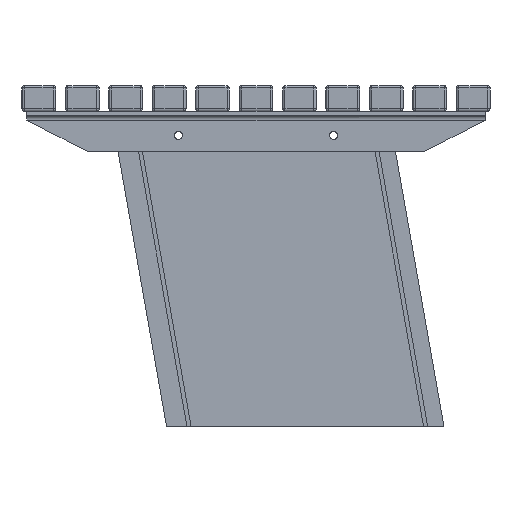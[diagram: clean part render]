
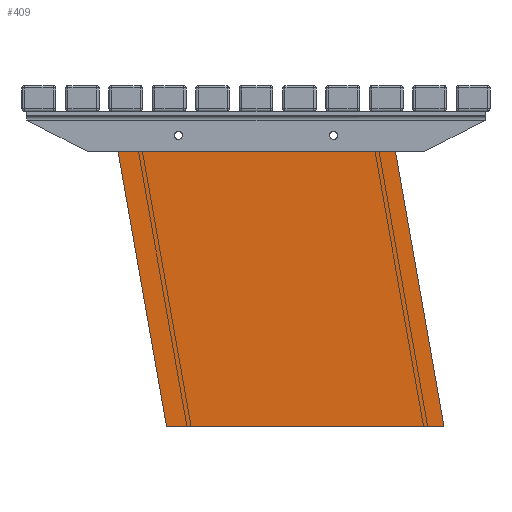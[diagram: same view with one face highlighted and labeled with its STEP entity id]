
A CAD part, left-side view. The second image highlights one B-rep face of the part: STEP entity #409.
In plain terms, the highlighted planar face has unit normal (-1, 0, 0).
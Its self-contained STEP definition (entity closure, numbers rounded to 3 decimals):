
#409=ADVANCED_FACE('',(#1209,#992,#993),#9386,.T.);
#992=FACE_BOUND('',#1870,.T.);
#993=FACE_BOUND('',#1871,.T.);
#1209=FACE_OUTER_BOUND('',#1869,.T.);
#1869=EDGE_LOOP('',(#2954,#2955,#2956,#2957));
#1870=EDGE_LOOP('',(#2958,#2959));
#1871=EDGE_LOOP('',(#2960,#2961));
#2954=ORIENTED_EDGE('',*,*,#5538,.F.);
#2955=ORIENTED_EDGE('',*,*,#5529,.F.);
#2956=ORIENTED_EDGE('',*,*,#5534,.F.);
#2957=ORIENTED_EDGE('',*,*,#5530,.F.);
#2958=ORIENTED_EDGE('',*,*,#5544,.T.);
#2959=ORIENTED_EDGE('',*,*,#5551,.T.);
#2960=ORIENTED_EDGE('',*,*,#5541,.T.);
#2961=ORIENTED_EDGE('',*,*,#5548,.T.);
#5529=EDGE_CURVE('',#8242,#8241,#7623,.T.);
#5530=EDGE_CURVE('',#8240,#8243,#7624,.T.);
#5534=EDGE_CURVE('',#8243,#8242,#7628,.T.);
#5538=EDGE_CURVE('',#8241,#8240,#7632,.T.);
#5541=EDGE_CURVE('',#8245,#8253,#6861,.T.);
#5544=EDGE_CURVE('',#8244,#8255,#6864,.T.);
#5548=EDGE_CURVE('',#8253,#8245,#6867,.T.);
#5551=EDGE_CURVE('',#8255,#8244,#6870,.T.);
#6861=(
BOUNDED_CURVE()
B_SPLINE_CURVE(2,(#11402,#11403,#11404,#11405,#11406),.UNSPECIFIED.,.F.,
 .F.)
B_SPLINE_CURVE_WITH_KNOTS((3,2,3),(-3.142,-1.571,0.),
 .UNSPECIFIED.)
CURVE()
GEOMETRIC_REPRESENTATION_ITEM()
RATIONAL_B_SPLINE_CURVE((1.,0.707,1.,0.707,1.))
REPRESENTATION_ITEM('')
);
#6864=(
BOUNDED_CURVE()
B_SPLINE_CURVE(2,(#11414,#11415,#11416,#11417,#11418),.UNSPECIFIED.,.F.,
 .F.)
B_SPLINE_CURVE_WITH_KNOTS((3,2,3),(-3.142,-1.571,0.),
 .UNSPECIFIED.)
CURVE()
GEOMETRIC_REPRESENTATION_ITEM()
RATIONAL_B_SPLINE_CURVE((1.,0.707,1.,0.707,1.))
REPRESENTATION_ITEM('')
);
#6867=(
BOUNDED_CURVE()
B_SPLINE_CURVE(2,(#11429,#11430,#11431,#11432,#11433),.UNSPECIFIED.,.F.,
 .F.)
B_SPLINE_CURVE_WITH_KNOTS((3,2,3),(0.,1.571,3.142),
 .UNSPECIFIED.)
CURVE()
GEOMETRIC_REPRESENTATION_ITEM()
RATIONAL_B_SPLINE_CURVE((1.,0.707,1.,0.707,1.))
REPRESENTATION_ITEM('')
);
#6870=(
BOUNDED_CURVE()
B_SPLINE_CURVE(2,(#11441,#11442,#11443,#11444,#11445),.UNSPECIFIED.,.F.,
 .F.)
B_SPLINE_CURVE_WITH_KNOTS((3,2,3),(0.,1.571,3.142),
 .UNSPECIFIED.)
CURVE()
GEOMETRIC_REPRESENTATION_ITEM()
RATIONAL_B_SPLINE_CURVE((1.,0.707,1.,0.707,1.))
REPRESENTATION_ITEM('')
);
#7623=B_SPLINE_CURVE_WITH_KNOTS('',1,(#11378,#11379),.UNSPECIFIED.,.F.,
 .F.,(2,2),(-34.5,0.),.UNSPECIFIED.);
#7624=B_SPLINE_CURVE_WITH_KNOTS('',1,(#11380,#11381),.UNSPECIFIED.,.F.,
 .F.,(2,2),(-34.5,0.),.UNSPECIFIED.);
#7628=B_SPLINE_CURVE_WITH_KNOTS('',1,(#11388,#11389),.UNSPECIFIED.,.F.,
 .F.,(2,2),(-39.297,0.),.UNSPECIFIED.);
#7632=B_SPLINE_CURVE_WITH_KNOTS('',1,(#11396,#11397),.UNSPECIFIED.,.F.,
 .F.,(2,2),(-39.297,0.),.UNSPECIFIED.);
#8240=VERTEX_POINT('',#11362);
#8241=VERTEX_POINT('',#11363);
#8242=VERTEX_POINT('',#11364);
#8243=VERTEX_POINT('',#11365);
#8244=VERTEX_POINT('',#11366);
#8245=VERTEX_POINT('',#11367);
#8253=VERTEX_POINT('',#11375);
#8255=VERTEX_POINT('',#11377);
#9386=PLANE('',#9600);
#9600=AXIS2_PLACEMENT_3D('',#11316,#9797,$);
#9797=DIRECTION('',(-1.,0.,0.));
#11316=CARTESIAN_POINT('',(-3867.176,-233.749,387.01));
#11362=CARTESIAN_POINT('',(-3867.176,179.5,387.));
#11363=CARTESIAN_POINT('',(-3867.176,111.261,0.));
#11364=CARTESIAN_POINT('',(-3867.176,-233.739,0.));
#11365=CARTESIAN_POINT('',(-3867.176,-165.5,387.));
#11366=CARTESIAN_POINT('',(-3867.176,-96.5,367.));
#11367=CARTESIAN_POINT('',(-3867.176,96.5,367.));
#11375=CARTESIAN_POINT('',(-3867.176,96.5,357.));
#11377=CARTESIAN_POINT('',(-3867.176,-96.5,357.));
#11378=CARTESIAN_POINT('',(-3867.176,-233.739,0.));
#11379=CARTESIAN_POINT('',(-3867.176,111.261,0.));
#11380=CARTESIAN_POINT('',(-3867.176,179.5,387.));
#11381=CARTESIAN_POINT('',(-3867.176,-165.5,387.));
#11388=CARTESIAN_POINT('',(-3867.176,-165.5,387.));
#11389=CARTESIAN_POINT('',(-3867.176,-233.739,0.));
#11396=CARTESIAN_POINT('',(-3867.176,111.261,0.));
#11397=CARTESIAN_POINT('',(-3867.176,179.5,387.));
#11402=CARTESIAN_POINT('',(-3867.176,96.5,367.));
#11403=CARTESIAN_POINT('',(-3867.176,91.5,367.));
#11404=CARTESIAN_POINT('',(-3867.176,91.5,362.));
#11405=CARTESIAN_POINT('',(-3867.176,91.5,357.));
#11406=CARTESIAN_POINT('',(-3867.176,96.5,357.));
#11414=CARTESIAN_POINT('',(-3867.176,-96.5,367.));
#11415=CARTESIAN_POINT('',(-3867.176,-101.5,367.));
#11416=CARTESIAN_POINT('',(-3867.176,-101.5,362.));
#11417=CARTESIAN_POINT('',(-3867.176,-101.5,357.));
#11418=CARTESIAN_POINT('',(-3867.176,-96.5,357.));
#11429=CARTESIAN_POINT('',(-3867.176,96.5,357.));
#11430=CARTESIAN_POINT('',(-3867.176,101.5,357.));
#11431=CARTESIAN_POINT('',(-3867.176,101.5,362.));
#11432=CARTESIAN_POINT('',(-3867.176,101.5,367.));
#11433=CARTESIAN_POINT('',(-3867.176,96.5,367.));
#11441=CARTESIAN_POINT('',(-3867.176,-96.5,357.));
#11442=CARTESIAN_POINT('',(-3867.176,-91.5,357.));
#11443=CARTESIAN_POINT('',(-3867.176,-91.5,362.));
#11444=CARTESIAN_POINT('',(-3867.176,-91.5,367.));
#11445=CARTESIAN_POINT('',(-3867.176,-96.5,367.));
